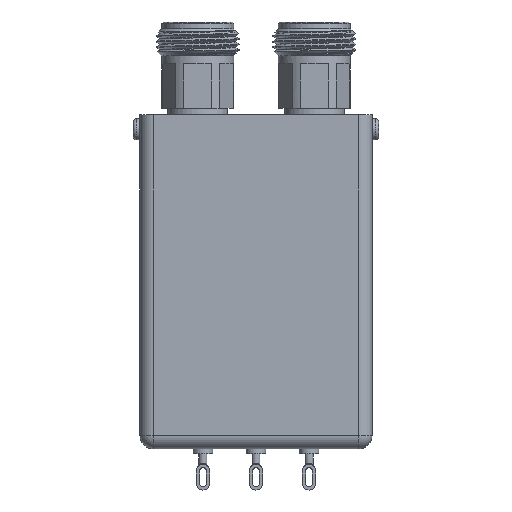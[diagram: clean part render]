
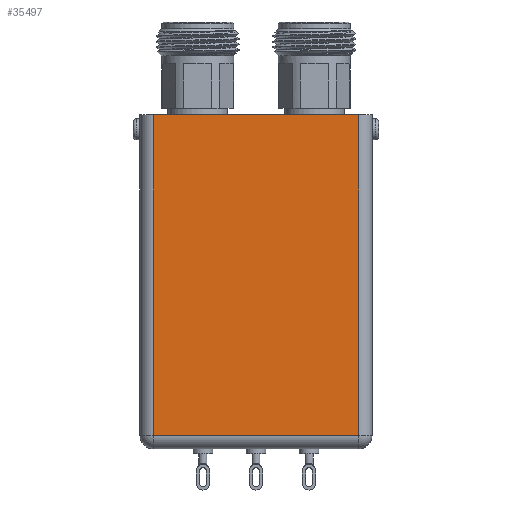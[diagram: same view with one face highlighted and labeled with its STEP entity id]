
A CAD part, front view. The second image highlights one B-rep face of the part: STEP entity #35497.
In plain terms, the highlighted planar face has unit normal (0, -1, 0).
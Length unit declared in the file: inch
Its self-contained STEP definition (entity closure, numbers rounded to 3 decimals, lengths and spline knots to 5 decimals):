
#278 = CARTESIAN_POINT ( 'NONE',  ( -0.875, -0.875, -2.42 ) ) ;
#6069 = FACE_OUTER_BOUND ( 'NONE', #14301, .T. ) ;
#6834 = CARTESIAN_POINT ( 'NONE',  ( 0.775, -0.875, -2.52 ) ) ;
#10381 = DIRECTION ( 'NONE',  ( 0., 0., 1. ) ) ;
#13168 = CARTESIAN_POINT ( 'NONE',  ( -0.775, -0.875, -2.42 ) ) ;
#13458 = DIRECTION ( 'NONE',  ( 0., -1., 0. ) ) ;
#13938 = CARTESIAN_POINT ( 'NONE',  ( -0.875, -0.875, -2.52 ) ) ;
#14301 = EDGE_LOOP ( 'NONE', ( #22194, #17486, #46010, #36784 ) ) ;
#14917 = EDGE_CURVE ( 'NONE', #45411, #45302, #23343, .T. ) ;
#15437 = CARTESIAN_POINT ( 'NONE',  ( -0.775, -0.875, 0. ) ) ;
#15561 = VERTEX_POINT ( 'NONE', #41530 ) ;
#17486 = ORIENTED_EDGE ( 'NONE', *, *, #21947, .T. ) ;
#17741 = LINE ( 'NONE', #41361, #20067 ) ;
#20067 = VECTOR ( 'NONE', #26683, 39.37008 ) ;
#21190 = VERTEX_POINT ( 'NONE', #15437 ) ;
#21947 = EDGE_CURVE ( 'NONE', #21190, #45411, #17741, .T. ) ;
#22194 = ORIENTED_EDGE ( 'NONE', *, *, #30782, .F. ) ;
#23319 = EDGE_CURVE ( 'NONE', #45302, #15561, #39000, .T. ) ;
#23343 = LINE ( 'NONE', #278, #41799 ) ;
#23543 = CARTESIAN_POINT ( 'NONE',  ( -0.875, -0.875, 0. ) ) ;
#24763 = DIRECTION ( 'NONE',  ( 0., 0., -1. ) ) ;
#26100 = DIRECTION ( 'NONE',  ( 1., 0., 0. ) ) ;
#26683 = DIRECTION ( 'NONE',  ( 0., 0., -1. ) ) ;
#27371 = CARTESIAN_POINT ( 'NONE',  ( 0.775, -0.875, -2.42 ) ) ;
#30782 = EDGE_CURVE ( 'NONE', #21190, #15561, #38019, .T. ) ;
#31984 = PLANE ( 'NONE',  #32173 ) ;
#32173 = AXIS2_PLACEMENT_3D ( 'NONE', #13938, #13458, #24763 ) ;
#33204 = VECTOR ( 'NONE', #10381, 39.37008 ) ;
#35497 = ADVANCED_FACE ( 'NONE', ( #6069 ), #31984, .T. ) ;
#36784 = ORIENTED_EDGE ( 'NONE', *, *, #23319, .T. ) ;
#37879 = DIRECTION ( 'NONE',  ( 1., 0., 0. ) ) ;
#38019 = LINE ( 'NONE', #23543, #40349 ) ;
#39000 = LINE ( 'NONE', #6834, #33204 ) ;
#40349 = VECTOR ( 'NONE', #37879, 39.37008 ) ;
#41361 = CARTESIAN_POINT ( 'NONE',  ( -0.775, -0.875, -2.52 ) ) ;
#41530 = CARTESIAN_POINT ( 'NONE',  ( 0.775, -0.875, 0. ) ) ;
#41799 = VECTOR ( 'NONE', #26100, 39.37008 ) ;
#45302 = VERTEX_POINT ( 'NONE', #27371 ) ;
#45411 = VERTEX_POINT ( 'NONE', #13168 ) ;
#46010 = ORIENTED_EDGE ( 'NONE', *, *, #14917, .T. ) ;
